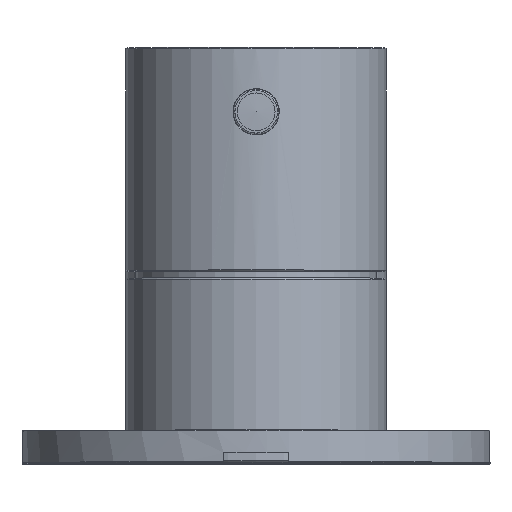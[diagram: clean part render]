
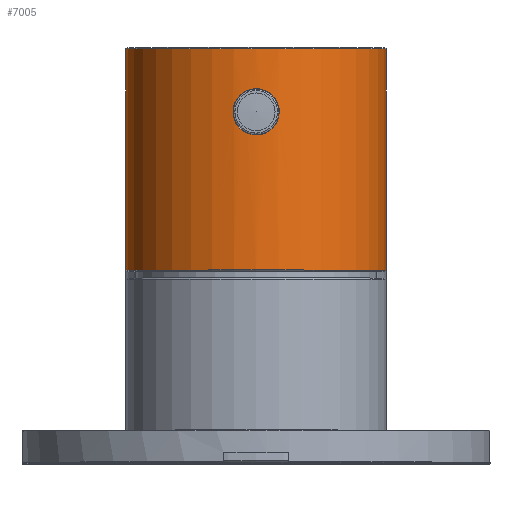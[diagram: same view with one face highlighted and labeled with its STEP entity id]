
A CAD part, top view. The second image highlights one B-rep face of the part: STEP entity #7005.
In plain terms, the highlighted cylindrical face has radius 20 mm (diameter 40 mm), a full revolution.
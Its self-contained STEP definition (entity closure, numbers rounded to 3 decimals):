
#1412=CYLINDRICAL_SURFACE('',#9446,20.);
#1588=CIRCLE('',#9445,20.);
#1589=CIRCLE('',#9447,20.);
#2382=ORIENTED_EDGE('',*,*,#4029,.T.);
#2383=ORIENTED_EDGE('',*,*,#3769,.F.);
#2384=ORIENTED_EDGE('',*,*,#4028,.T.);
#2385=ORIENTED_EDGE('',*,*,#4026,.T.);
#3769=EDGE_CURVE('',#5544,#5544,#4700,.T.);
#4026=EDGE_CURVE('',#5707,#5707,#4751,.T.);
#4028=EDGE_CURVE('',#5709,#5709,#1588,.T.);
#4029=EDGE_CURVE('',#5710,#5710,#1589,.T.);
#4700=B_SPLINE_CURVE_WITH_KNOTS('',3,(#11999,#12000,#12001,#12002,#12003,
#12004,#12005,#12006,#12007,#12008,#12009),.UNSPECIFIED.,.T.,.F.,(1,1,1,
1,1,1,1,1,1,1,1,1,1,1,1),(-0.008,-0.006,-0.003,
0.,0.003,0.006,0.008,0.011,
0.014,0.017,0.019,0.022,
0.025,0.028,0.031),.UNSPECIFIED.);
#4751=B_SPLINE_CURVE_WITH_KNOTS('',3,(#12788,#12789,#12790,#12791,#12792,
#12793,#12794,#12795,#12796,#12797,#12798),.UNSPECIFIED.,.T.,.F.,(1,1,1,
1,1,1,1,1,1,1,1,1,1,1,1),(-0.01,-0.006,-0.003,
0.,0.003,0.006,0.01,0.013,
0.016,0.019,0.022,0.025,0.029,
0.032,0.035),.UNSPECIFIED.);
#5057=EDGE_LOOP('',(#2382));
#5058=EDGE_LOOP('',(#2383));
#5059=EDGE_LOOP('',(#2384));
#5060=EDGE_LOOP('',(#2385));
#5544=VERTEX_POINT('',#12010);
#5707=VERTEX_POINT('',#12799);
#5709=VERTEX_POINT('',#12805);
#5710=VERTEX_POINT('',#12808);
#6368=FACE_BOUND('',#5057,.T.);
#6369=FACE_BOUND('',#5058,.T.);
#6370=FACE_BOUND('',#5059,.T.);
#6371=FACE_BOUND('',#5060,.T.);
#7005=ADVANCED_FACE('',(#6368,#6369,#6370,#6371),#1412,.T.);
#9445=AXIS2_PLACEMENT_3D('',#12804,#10565,#10566);
#9446=AXIS2_PLACEMENT_3D('',#12806,#10567,#10568);
#9447=AXIS2_PLACEMENT_3D('',#12807,#10569,#10570);
#10565=DIRECTION('',(0.,-1.,0.));
#10566=DIRECTION('',(-1.,0.,0.));
#10567=DIRECTION('',(0.,-1.,0.));
#10568=DIRECTION('',(-1.,0.,0.));
#10569=DIRECTION('',(0.,1.,0.));
#10570=DIRECTION('',(0.,0.,-1.));
#11999=CARTESIAN_POINT('',(2.784,21.719,-19.842));
#12000=CARTESIAN_POINT('',(-0.001,20.565,-20.079));
#12001=CARTESIAN_POINT('',(-2.782,21.72,-19.842));
#12002=CARTESIAN_POINT('',(-3.933,24.496,-19.602));
#12003=CARTESIAN_POINT('',(-2.784,27.28,-19.842));
#12004=CARTESIAN_POINT('',(0.001,28.435,-20.079));
#12005=CARTESIAN_POINT('',(2.782,27.28,-19.842));
#12006=CARTESIAN_POINT('',(3.933,24.504,-19.602));
#12007=CARTESIAN_POINT('',(2.784,21.719,-19.842));
#12008=CARTESIAN_POINT('',(-0.001,20.565,-20.079));
#12009=CARTESIAN_POINT('',(-2.782,21.72,-19.842));
#12010=CARTESIAN_POINT('',(0.,20.95,-20.));
#12788=CARTESIAN_POINT('',(3.172,27.676,19.795));
#12789=CARTESIAN_POINT('',(4.489,24.499,19.481));
#12790=CARTESIAN_POINT('',(3.172,21.326,19.795));
#12791=CARTESIAN_POINT('',(0.005,20.012,20.102));
#12792=CARTESIAN_POINT('',(-3.172,21.324,19.795));
#12793=CARTESIAN_POINT('',(-4.489,24.501,19.481));
#12794=CARTESIAN_POINT('',(-3.172,27.674,19.795));
#12795=CARTESIAN_POINT('',(-0.005,28.988,20.102));
#12796=CARTESIAN_POINT('',(3.172,27.676,19.795));
#12797=CARTESIAN_POINT('',(4.489,24.499,19.481));
#12798=CARTESIAN_POINT('',(3.172,21.326,19.795));
#12799=CARTESIAN_POINT('',(4.05,24.5,19.586));
#12804=CARTESIAN_POINT('',(0.,34.2,0.));
#12805=CARTESIAN_POINT('',(-20.,34.2,0.));
#12806=CARTESIAN_POINT('',(0.,36.12,0.));
#12807=CARTESIAN_POINT('',(0.,0.2,0.));
#12808=CARTESIAN_POINT('',(0.,0.2,-20.));
